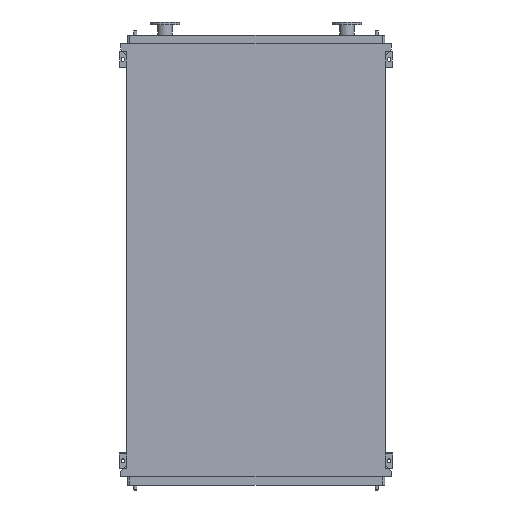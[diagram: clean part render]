
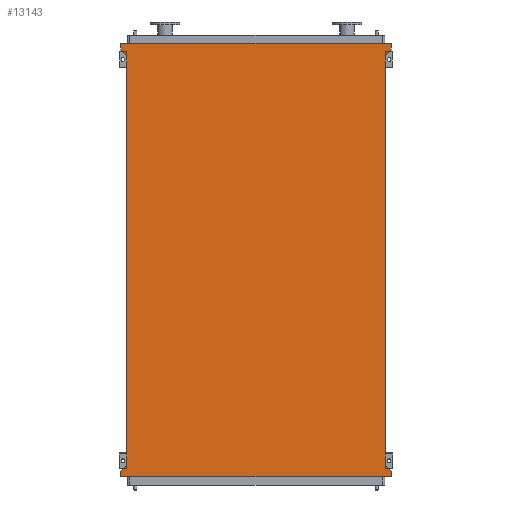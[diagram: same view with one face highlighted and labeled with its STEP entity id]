
A CAD part, front view. The second image highlights one B-rep face of the part: STEP entity #13143.
In plain terms, the highlighted planar face has unit normal (0, -1, 0).
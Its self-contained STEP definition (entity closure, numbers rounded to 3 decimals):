
#281 = EDGE_CURVE ( 'NONE', #14305, #19247, #287, .T. ) ;
#287 = LINE ( 'NONE', #11622, #8294 ) ;
#377 = ORIENTED_EDGE ( 'NONE', *, *, #9223, .F. ) ;
#574 = VERTEX_POINT ( 'NONE', #5004 ) ;
#1230 = FACE_OUTER_BOUND ( 'NONE', #16325, .T. ) ;
#1288 = EDGE_CURVE ( 'NONE', #19247, #3775, #6859, .T. ) ;
#1407 = VECTOR ( 'NONE', #18798, 1000. ) ;
#1549 = ORIENTED_EDGE ( 'NONE', *, *, #15637, .F. ) ;
#2461 = CARTESIAN_POINT ( 'NONE',  ( -965., 0., 0. ) ) ;
#2550 = CARTESIAN_POINT ( 'NONE',  ( 965., 0., 0. ) ) ;
#2663 = VECTOR ( 'NONE', #10279, 1000. ) ;
#2702 = DIRECTION ( 'NONE',  ( 0., 0., -1. ) ) ;
#2899 = CARTESIAN_POINT ( 'NONE',  ( -1011., 0., -3145. ) ) ;
#3020 = DIRECTION ( 'NONE',  ( 0.655, 0., 0.755 ) ) ;
#3171 = VERTEX_POINT ( 'NONE', #17619 ) ;
#3333 = VECTOR ( 'NONE', #15900, 1000. ) ;
#3775 = VERTEX_POINT ( 'NONE', #2550 ) ;
#4003 = DIRECTION ( 'NONE',  ( -0.655, 0., 0.755 ) ) ;
#4358 = EDGE_CURVE ( 'NONE', #14596, #3775, #13311, .T. ) ;
#4464 = VERTEX_POINT ( 'NONE', #11565 ) ;
#4646 = PLANE ( 'NONE',  #18862 ) ;
#4730 = LINE ( 'NONE', #9364, #8678 ) ;
#4874 = ORIENTED_EDGE ( 'NONE', *, *, #13661, .F. ) ;
#4945 = DIRECTION ( 'NONE',  ( 0., 0., 1. ) ) ;
#5004 = CARTESIAN_POINT ( 'NONE',  ( -965., 0., 0. ) ) ;
#5485 = VECTOR ( 'NONE', #17263, 1000. ) ;
#5534 = ORIENTED_EDGE ( 'NONE', *, *, #16629, .F. ) ;
#5769 = CARTESIAN_POINT ( 'NONE',  ( -1011., 0., 95. ) ) ;
#6066 = VERTEX_POINT ( 'NONE', #2899 ) ;
#6155 = DIRECTION ( 'NONE',  ( 0., -1., 0. ) ) ;
#6320 = VECTOR ( 'NONE', #4003, 1000. ) ;
#6431 = VERTEX_POINT ( 'NONE', #17415 ) ;
#6859 = LINE ( 'NONE', #14406, #3333 ) ;
#6872 = DIRECTION ( 'NONE',  ( 0., 0., 1. ) ) ;
#6982 = EDGE_CURVE ( 'NONE', #3171, #574, #19240, .T. ) ;
#7455 = LINE ( 'NONE', #9478, #14840 ) ;
#7457 = VECTOR ( 'NONE', #6872, 1000. ) ;
#8294 = VECTOR ( 'NONE', #2702, 1000. ) ;
#8364 = CARTESIAN_POINT ( 'NONE',  ( -1011., 0., -3103. ) ) ;
#8678 = VECTOR ( 'NONE', #4945, 1000. ) ;
#8741 = DIRECTION ( 'NONE',  ( 0., 0., 1. ) ) ;
#8775 = CARTESIAN_POINT ( 'NONE',  ( 1011., 0., -3103. ) ) ;
#9010 = VERTEX_POINT ( 'NONE', #17871 ) ;
#9223 = EDGE_CURVE ( 'NONE', #14782, #14305, #7455, .T. ) ;
#9364 = CARTESIAN_POINT ( 'NONE',  ( -1011., 0., -3145. ) ) ;
#9478 = CARTESIAN_POINT ( 'NONE',  ( -1011., 0., 95. ) ) ;
#9595 = ORIENTED_EDGE ( 'NONE', *, *, #4358, .T. ) ;
#9786 = CARTESIAN_POINT ( 'NONE',  ( 965., 0., -3050. ) ) ;
#9886 = VERTEX_POINT ( 'NONE', #8364 ) ;
#10279 = DIRECTION ( 'NONE',  ( 0., 0., -1. ) ) ;
#10350 = LINE ( 'NONE', #15785, #5485 ) ;
#10404 = VECTOR ( 'NONE', #13199, 1000. ) ;
#10961 = DIRECTION ( 'NONE',  ( 1., 0., 0. ) ) ;
#11189 = ORIENTED_EDGE ( 'NONE', *, *, #18613, .F. ) ;
#11268 = CARTESIAN_POINT ( 'NONE',  ( -965., 0., -3050. ) ) ;
#11435 = CARTESIAN_POINT ( 'NONE',  ( 965., 0., -3050. ) ) ;
#11565 = CARTESIAN_POINT ( 'NONE',  ( 1011., 0., -3103. ) ) ;
#11622 = CARTESIAN_POINT ( 'NONE',  ( 1011., 0., 95. ) ) ;
#11661 = CARTESIAN_POINT ( 'NONE',  ( -1011., 0., 53. ) ) ;
#11716 = CARTESIAN_POINT ( 'NONE',  ( 965., 0., -3050. ) ) ;
#11909 = VECTOR ( 'NONE', #3020, 1000. ) ;
#12063 = LINE ( 'NONE', #11661, #18961 ) ;
#12687 = EDGE_CURVE ( 'NONE', #14596, #4464, #18248, .T. ) ;
#13143 = ADVANCED_FACE ( 'NONE', ( #1230 ), #4646, .T. ) ;
#13185 = ORIENTED_EDGE ( 'NONE', *, *, #1288, .F. ) ;
#13199 = DIRECTION ( 'NONE',  ( 0.655, 0., -0.755 ) ) ;
#13311 = LINE ( 'NONE', #11435, #1407 ) ;
#13417 = CARTESIAN_POINT ( 'NONE',  ( -1011., 0., -3103. ) ) ;
#13586 = ORIENTED_EDGE ( 'NONE', *, *, #12687, .F. ) ;
#13661 = EDGE_CURVE ( 'NONE', #4464, #9010, #14510, .T. ) ;
#14047 = ORIENTED_EDGE ( 'NONE', *, *, #14640, .F. ) ;
#14305 = VERTEX_POINT ( 'NONE', #14747 ) ;
#14406 = CARTESIAN_POINT ( 'NONE',  ( 1011., 0., 53. ) ) ;
#14510 = LINE ( 'NONE', #8775, #2663 ) ;
#14596 = VERTEX_POINT ( 'NONE', #9786 ) ;
#14640 = EDGE_CURVE ( 'NONE', #9010, #6066, #10350, .T. ) ;
#14747 = CARTESIAN_POINT ( 'NONE',  ( 1011., 0., 95. ) ) ;
#14782 = VERTEX_POINT ( 'NONE', #5769 ) ;
#14840 = VECTOR ( 'NONE', #10961, 1000. ) ;
#14986 = CARTESIAN_POINT ( 'NONE',  ( -965., 0., -3050. ) ) ;
#15637 = EDGE_CURVE ( 'NONE', #6066, #9886, #4730, .T. ) ;
#15785 = CARTESIAN_POINT ( 'NONE',  ( 1011., 0., -3145. ) ) ;
#15900 = DIRECTION ( 'NONE',  ( -0.655, 0., -0.755 ) ) ;
#16081 = CARTESIAN_POINT ( 'NONE',  ( 1011., 0., 53. ) ) ;
#16282 = LINE ( 'NONE', #13417, #11909 ) ;
#16325 = EDGE_LOOP ( 'NONE', ( #9595, #13185, #16548, #377, #11189, #17088, #18603, #5534, #1549, #14047, #4874, #13586 ) ) ;
#16484 = DIRECTION ( 'NONE',  ( 0., 0., -1. ) ) ;
#16548 = ORIENTED_EDGE ( 'NONE', *, *, #281, .F. ) ;
#16629 = EDGE_CURVE ( 'NONE', #9886, #3171, #16282, .T. ) ;
#17088 = ORIENTED_EDGE ( 'NONE', *, *, #17614, .F. ) ;
#17263 = DIRECTION ( 'NONE',  ( -1., 0., 0. ) ) ;
#17415 = CARTESIAN_POINT ( 'NONE',  ( -1011., 0., 53. ) ) ;
#17614 = EDGE_CURVE ( 'NONE', #574, #6431, #18569, .T. ) ;
#17619 = CARTESIAN_POINT ( 'NONE',  ( -965., 0., -3050. ) ) ;
#17871 = CARTESIAN_POINT ( 'NONE',  ( 1011., 0., -3145. ) ) ;
#18248 = LINE ( 'NONE', #11716, #10404 ) ;
#18569 = LINE ( 'NONE', #2461, #6320 ) ;
#18603 = ORIENTED_EDGE ( 'NONE', *, *, #6982, .F. ) ;
#18613 = EDGE_CURVE ( 'NONE', #6431, #14782, #12063, .T. ) ;
#18798 = DIRECTION ( 'NONE',  ( 0., 0., 1. ) ) ;
#18862 = AXIS2_PLACEMENT_3D ( 'NONE', #14986, #6155, #16484 ) ;
#18961 = VECTOR ( 'NONE', #8741, 1000. ) ;
#19240 = LINE ( 'NONE', #11268, #7457 ) ;
#19247 = VERTEX_POINT ( 'NONE', #16081 ) ;
